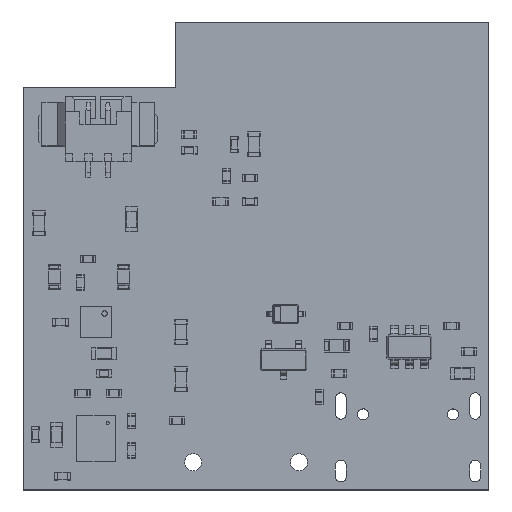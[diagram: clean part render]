
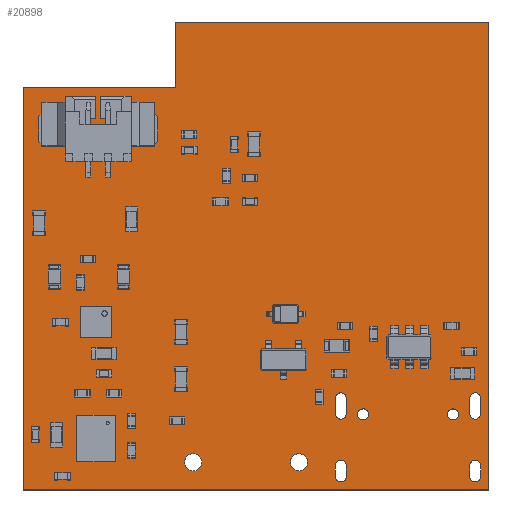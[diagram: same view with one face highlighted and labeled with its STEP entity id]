
A CAD part, top view. The second image highlights one B-rep face of the part: STEP entity #20898.
In plain terms, the highlighted planar face has unit normal (0, 0, 1).
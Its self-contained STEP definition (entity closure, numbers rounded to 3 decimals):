
#20582 = VERTEX_POINT('',#20583);
#20583 = CARTESIAN_POINT('',(155.194,-71.501,1.6));
#20589 = EDGE_CURVE('',#20582,#20590,#20592,.T.);
#20590 = VERTEX_POINT('',#20591);
#20591 = CARTESIAN_POINT('',(125.222,-71.501,1.6));
#20592 = LINE('',#20593,#20594);
#20593 = CARTESIAN_POINT('',(155.194,-71.501,1.6));
#20594 = VECTOR('',#20595,1.);
#20595 = DIRECTION('',(-1.,0.,0.));
#20622 = VERTEX_POINT('',#20623);
#20623 = CARTESIAN_POINT('',(155.194,-41.402,1.6));
#20629 = EDGE_CURVE('',#20622,#20582,#20630,.T.);
#20630 = LINE('',#20631,#20632);
#20631 = CARTESIAN_POINT('',(155.194,-41.402,1.6));
#20632 = VECTOR('',#20633,1.);
#20633 = DIRECTION('',(0.,-1.,0.));
#20651 = EDGE_CURVE('',#20590,#20652,#20654,.T.);
#20652 = VERTEX_POINT('',#20653);
#20653 = CARTESIAN_POINT('',(125.222,-45.593,1.6));
#20654 = LINE('',#20655,#20656);
#20655 = CARTESIAN_POINT('',(125.222,-71.501,1.6));
#20656 = VECTOR('',#20657,1.);
#20657 = DIRECTION('',(0.,1.,0.));
#20898 = ADVANCED_FACE('',(#20899,#20926,#20962,#20998,#21009,#21020,
    #21031,#21067,#21078),#21114,.F.);
#20899 = FACE_BOUND('',#20900,.F.);
#20900 = EDGE_LOOP('',(#20901,#20902,#20903,#20911,#20919,#20925));
#20901 = ORIENTED_EDGE('',*,*,#20589,.T.);
#20902 = ORIENTED_EDGE('',*,*,#20651,.T.);
#20903 = ORIENTED_EDGE('',*,*,#20904,.T.);
#20904 = EDGE_CURVE('',#20652,#20905,#20907,.T.);
#20905 = VERTEX_POINT('',#20906);
#20906 = CARTESIAN_POINT('',(135.001,-45.593,1.6));
#20907 = LINE('',#20908,#20909);
#20908 = CARTESIAN_POINT('',(125.222,-45.593,1.6));
#20909 = VECTOR('',#20910,1.);
#20910 = DIRECTION('',(1.,0.,0.));
#20911 = ORIENTED_EDGE('',*,*,#20912,.T.);
#20912 = EDGE_CURVE('',#20905,#20913,#20915,.T.);
#20913 = VERTEX_POINT('',#20914);
#20914 = CARTESIAN_POINT('',(135.001,-41.402,1.6));
#20915 = LINE('',#20916,#20917);
#20916 = CARTESIAN_POINT('',(135.001,-45.593,1.6));
#20917 = VECTOR('',#20918,1.);
#20918 = DIRECTION('',(0.,1.,0.));
#20919 = ORIENTED_EDGE('',*,*,#20920,.T.);
#20920 = EDGE_CURVE('',#20913,#20622,#20921,.T.);
#20921 = LINE('',#20922,#20923);
#20922 = CARTESIAN_POINT('',(135.001,-41.402,1.6));
#20923 = VECTOR('',#20924,1.);
#20924 = DIRECTION('',(1.,0.,0.));
#20925 = ORIENTED_EDGE('',*,*,#20629,.T.);
#20926 = FACE_BOUND('',#20927,.F.);
#20927 = EDGE_LOOP('',(#20928,#20939,#20947,#20956));
#20928 = ORIENTED_EDGE('',*,*,#20929,.F.);
#20929 = EDGE_CURVE('',#20930,#20932,#20934,.T.);
#20930 = VERTEX_POINT('',#20931);
#20931 = CARTESIAN_POINT('',(153.957,-69.938,1.6));
#20932 = VERTEX_POINT('',#20933);
#20933 = CARTESIAN_POINT('',(154.657,-69.938,1.6));
#20934 = CIRCLE('',#20935,0.35);
#20935 = AXIS2_PLACEMENT_3D('',#20936,#20937,#20938);
#20936 = CARTESIAN_POINT('',(154.307,-69.938,1.6));
#20937 = DIRECTION('',(0.,-0.,-1.));
#20938 = DIRECTION('',(1.,0.,-0.));
#20939 = ORIENTED_EDGE('',*,*,#20940,.T.);
#20940 = EDGE_CURVE('',#20930,#20941,#20943,.T.);
#20941 = VERTEX_POINT('',#20942);
#20942 = CARTESIAN_POINT('',(153.957,-70.638,1.6));
#20943 = LINE('',#20944,#20945);
#20944 = CARTESIAN_POINT('',(153.957,-63.365,1.6));
#20945 = VECTOR('',#20946,1.);
#20946 = DIRECTION('',(0.,-1.,0.));
#20947 = ORIENTED_EDGE('',*,*,#20948,.F.);
#20948 = EDGE_CURVE('',#20949,#20941,#20951,.T.);
#20949 = VERTEX_POINT('',#20950);
#20950 = CARTESIAN_POINT('',(154.657,-70.638,1.6));
#20951 = CIRCLE('',#20952,0.35);
#20952 = AXIS2_PLACEMENT_3D('',#20953,#20954,#20955);
#20953 = CARTESIAN_POINT('',(154.307,-70.638,1.6));
#20954 = DIRECTION('',(-0.,0.,-1.));
#20955 = DIRECTION('',(-1.,0.,0.));
#20956 = ORIENTED_EDGE('',*,*,#20957,.T.);
#20957 = EDGE_CURVE('',#20949,#20932,#20958,.T.);
#20958 = LINE('',#20959,#20960);
#20959 = CARTESIAN_POINT('',(154.657,-63.715,1.6));
#20960 = VECTOR('',#20961,1.);
#20961 = DIRECTION('',(0.,1.,-0.));
#20962 = FACE_BOUND('',#20963,.F.);
#20963 = EDGE_LOOP('',(#20964,#20975,#20983,#20992));
#20964 = ORIENTED_EDGE('',*,*,#20965,.F.);
#20965 = EDGE_CURVE('',#20966,#20968,#20970,.T.);
#20966 = VERTEX_POINT('',#20967);
#20967 = CARTESIAN_POINT('',(145.317,-69.938,1.6));
#20968 = VERTEX_POINT('',#20969);
#20969 = CARTESIAN_POINT('',(146.017,-69.938,1.6));
#20970 = CIRCLE('',#20971,0.35);
#20971 = AXIS2_PLACEMENT_3D('',#20972,#20973,#20974);
#20972 = CARTESIAN_POINT('',(145.667,-69.938,1.6));
#20973 = DIRECTION('',(0.,-0.,-1.));
#20974 = DIRECTION('',(1.,0.,0.));
#20975 = ORIENTED_EDGE('',*,*,#20976,.T.);
#20976 = EDGE_CURVE('',#20966,#20977,#20979,.T.);
#20977 = VERTEX_POINT('',#20978);
#20978 = CARTESIAN_POINT('',(145.317,-70.638,1.6));
#20979 = LINE('',#20980,#20981);
#20980 = CARTESIAN_POINT('',(145.317,-63.365,1.6));
#20981 = VECTOR('',#20982,1.);
#20982 = DIRECTION('',(0.,-1.,0.));
#20983 = ORIENTED_EDGE('',*,*,#20984,.F.);
#20984 = EDGE_CURVE('',#20985,#20977,#20987,.T.);
#20985 = VERTEX_POINT('',#20986);
#20986 = CARTESIAN_POINT('',(146.017,-70.638,1.6));
#20987 = CIRCLE('',#20988,0.35);
#20988 = AXIS2_PLACEMENT_3D('',#20989,#20990,#20991);
#20989 = CARTESIAN_POINT('',(145.667,-70.638,1.6));
#20990 = DIRECTION('',(-0.,0.,-1.));
#20991 = DIRECTION('',(-1.,0.,0.));
#20992 = ORIENTED_EDGE('',*,*,#20993,.T.);
#20993 = EDGE_CURVE('',#20985,#20968,#20994,.T.);
#20994 = LINE('',#20995,#20996);
#20995 = CARTESIAN_POINT('',(146.017,-63.715,1.6));
#20996 = VECTOR('',#20997,1.);
#20997 = DIRECTION('',(0.,1.,-0.));
#20998 = FACE_BOUND('',#20999,.F.);
#20999 = EDGE_LOOP('',(#21000));
#21000 = ORIENTED_EDGE('',*,*,#21001,.F.);
#21001 = EDGE_CURVE('',#21002,#21002,#21004,.T.);
#21002 = VERTEX_POINT('',#21003);
#21003 = CARTESIAN_POINT('',(142.973,-70.273,1.6));
#21004 = CIRCLE('',#21005,0.55);
#21005 = AXIS2_PLACEMENT_3D('',#21006,#21007,#21008);
#21006 = CARTESIAN_POINT('',(142.973,-69.723,1.6));
#21007 = DIRECTION('',(-0.,0.,-1.));
#21008 = DIRECTION('',(-0.,-1.,0.));
#21009 = FACE_BOUND('',#21010,.F.);
#21010 = EDGE_LOOP('',(#21011));
#21011 = ORIENTED_EDGE('',*,*,#21012,.F.);
#21012 = EDGE_CURVE('',#21013,#21013,#21015,.T.);
#21013 = VERTEX_POINT('',#21014);
#21014 = CARTESIAN_POINT('',(136.173,-70.273,1.6));
#21015 = CIRCLE('',#21016,0.55);
#21016 = AXIS2_PLACEMENT_3D('',#21017,#21018,#21019);
#21017 = CARTESIAN_POINT('',(136.173,-69.723,1.6));
#21018 = DIRECTION('',(-0.,0.,-1.));
#21019 = DIRECTION('',(-0.,-1.,0.));
#21020 = FACE_BOUND('',#21021,.F.);
#21021 = EDGE_LOOP('',(#21022));
#21022 = ORIENTED_EDGE('',*,*,#21023,.F.);
#21023 = EDGE_CURVE('',#21024,#21024,#21026,.T.);
#21024 = VERTEX_POINT('',#21025);
#21025 = CARTESIAN_POINT('',(152.877,-66.988,1.6));
#21026 = CIRCLE('',#21027,0.35);
#21027 = AXIS2_PLACEMENT_3D('',#21028,#21029,#21030);
#21028 = CARTESIAN_POINT('',(152.877,-66.638,1.6));
#21029 = DIRECTION('',(-0.,0.,-1.));
#21030 = DIRECTION('',(-0.,-1.,0.));
#21031 = FACE_BOUND('',#21032,.F.);
#21032 = EDGE_LOOP('',(#21033,#21044,#21052,#21061));
#21033 = ORIENTED_EDGE('',*,*,#21034,.F.);
#21034 = EDGE_CURVE('',#21035,#21037,#21039,.T.);
#21035 = VERTEX_POINT('',#21036);
#21036 = CARTESIAN_POINT('',(153.957,-65.598,1.6));
#21037 = VERTEX_POINT('',#21038);
#21038 = CARTESIAN_POINT('',(154.657,-65.598,1.6));
#21039 = CIRCLE('',#21040,0.35);
#21040 = AXIS2_PLACEMENT_3D('',#21041,#21042,#21043);
#21041 = CARTESIAN_POINT('',(154.307,-65.598,1.6));
#21042 = DIRECTION('',(0.,-0.,-1.));
#21043 = DIRECTION('',(1.,0.,-0.));
#21044 = ORIENTED_EDGE('',*,*,#21045,.T.);
#21045 = EDGE_CURVE('',#21035,#21046,#21048,.T.);
#21046 = VERTEX_POINT('',#21047);
#21047 = CARTESIAN_POINT('',(153.957,-66.598,1.6));
#21048 = LINE('',#21049,#21050);
#21049 = CARTESIAN_POINT('',(153.957,-61.195,1.6));
#21050 = VECTOR('',#21051,1.);
#21051 = DIRECTION('',(0.,-1.,0.));
#21052 = ORIENTED_EDGE('',*,*,#21053,.F.);
#21053 = EDGE_CURVE('',#21054,#21046,#21056,.T.);
#21054 = VERTEX_POINT('',#21055);
#21055 = CARTESIAN_POINT('',(154.657,-66.598,1.6));
#21056 = CIRCLE('',#21057,0.35);
#21057 = AXIS2_PLACEMENT_3D('',#21058,#21059,#21060);
#21058 = CARTESIAN_POINT('',(154.307,-66.598,1.6));
#21059 = DIRECTION('',(-0.,0.,-1.));
#21060 = DIRECTION('',(-1.,0.,0.));
#21061 = ORIENTED_EDGE('',*,*,#21062,.T.);
#21062 = EDGE_CURVE('',#21054,#21037,#21063,.T.);
#21063 = LINE('',#21064,#21065);
#21064 = CARTESIAN_POINT('',(154.657,-61.695,1.6));
#21065 = VECTOR('',#21066,1.);
#21066 = DIRECTION('',(0.,1.,-0.));
#21067 = FACE_BOUND('',#21068,.F.);
#21068 = EDGE_LOOP('',(#21069));
#21069 = ORIENTED_EDGE('',*,*,#21070,.F.);
#21070 = EDGE_CURVE('',#21071,#21071,#21073,.T.);
#21071 = VERTEX_POINT('',#21072);
#21072 = CARTESIAN_POINT('',(147.097,-66.988,1.6));
#21073 = CIRCLE('',#21074,0.35);
#21074 = AXIS2_PLACEMENT_3D('',#21075,#21076,#21077);
#21075 = CARTESIAN_POINT('',(147.097,-66.638,1.6));
#21076 = DIRECTION('',(-0.,0.,-1.));
#21077 = DIRECTION('',(-0.,-1.,0.));
#21078 = FACE_BOUND('',#21079,.F.);
#21079 = EDGE_LOOP('',(#21080,#21091,#21099,#21108));
#21080 = ORIENTED_EDGE('',*,*,#21081,.F.);
#21081 = EDGE_CURVE('',#21082,#21084,#21086,.T.);
#21082 = VERTEX_POINT('',#21083);
#21083 = CARTESIAN_POINT('',(145.317,-65.598,1.6));
#21084 = VERTEX_POINT('',#21085);
#21085 = CARTESIAN_POINT('',(146.017,-65.598,1.6));
#21086 = CIRCLE('',#21087,0.35);
#21087 = AXIS2_PLACEMENT_3D('',#21088,#21089,#21090);
#21088 = CARTESIAN_POINT('',(145.667,-65.598,1.6));
#21089 = DIRECTION('',(0.,-0.,-1.));
#21090 = DIRECTION('',(1.,0.,-0.));
#21091 = ORIENTED_EDGE('',*,*,#21092,.T.);
#21092 = EDGE_CURVE('',#21082,#21093,#21095,.T.);
#21093 = VERTEX_POINT('',#21094);
#21094 = CARTESIAN_POINT('',(145.317,-66.598,1.6));
#21095 = LINE('',#21096,#21097);
#21096 = CARTESIAN_POINT('',(145.317,-61.195,1.6));
#21097 = VECTOR('',#21098,1.);
#21098 = DIRECTION('',(0.,-1.,0.));
#21099 = ORIENTED_EDGE('',*,*,#21100,.F.);
#21100 = EDGE_CURVE('',#21101,#21093,#21103,.T.);
#21101 = VERTEX_POINT('',#21102);
#21102 = CARTESIAN_POINT('',(146.017,-66.598,1.6));
#21103 = CIRCLE('',#21104,0.35);
#21104 = AXIS2_PLACEMENT_3D('',#21105,#21106,#21107);
#21105 = CARTESIAN_POINT('',(145.667,-66.598,1.6));
#21106 = DIRECTION('',(-0.,0.,-1.));
#21107 = DIRECTION('',(-1.,0.,0.));
#21108 = ORIENTED_EDGE('',*,*,#21109,.T.);
#21109 = EDGE_CURVE('',#21101,#21084,#21110,.T.);
#21110 = LINE('',#21111,#21112);
#21111 = CARTESIAN_POINT('',(146.017,-61.695,1.6));
#21112 = VECTOR('',#21113,1.);
#21113 = DIRECTION('',(0.,1.,-0.));
#21114 = PLANE('',#21115);
#21115 = AXIS2_PLACEMENT_3D('',#21116,#21117,#21118);
#21116 = CARTESIAN_POINT('',(140.549,-56.793,1.6));
#21117 = DIRECTION('',(-0.,-0.,-1.));
#21118 = DIRECTION('',(-1.,0.,0.));
